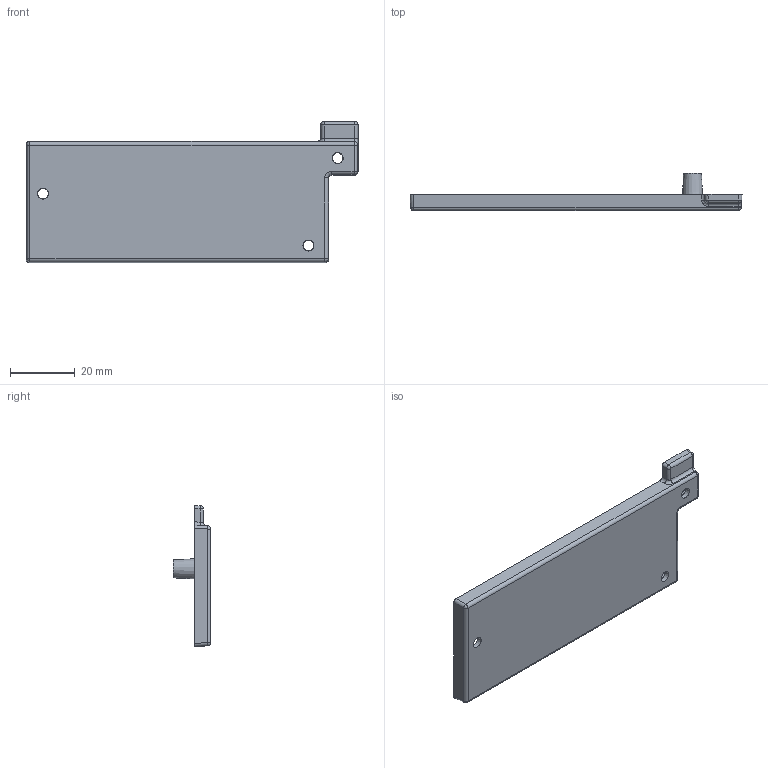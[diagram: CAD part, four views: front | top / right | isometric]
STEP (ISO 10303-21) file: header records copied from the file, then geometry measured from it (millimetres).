
FILE_DESCRIPTION (( 'STEP AP203' ), '1' );
FILE_NAME ('13766-7000-R2_MEZZANINE.STEP', '2014-05-02T19:22:25', ( '' ), ( '' ), 'SwSTEP 2.0', 'SolidWorks 2013', '' );
FILE_SCHEMA (( 'CONFIG_CONTROL_DESIGN' ));
Length unit declared in the file: millimetre
Products named in the file (1): 13766-7000-R2_MEZZANINE
Bounding box: 102.55 x 11.52 x 43.6 mm (x, y, z)
Volume: 7924.2 mm3; surface area: 10279.5 mm2
Topology: 1 solids, 1 shells, 125 faces, 306 edges, 164 vertices
Faces by surface type: cylinder 52, plane 34, sphere 22, bspline 11, cone 4, torus 2
Full cylindrical faces by diameter (mm): 2.4 x1
Entity records: 3654 total; most frequent: CARTESIAN_POINT 964, ORIENTED_EDGE 548, DIRECTION 542, EDGE_CURVE 274, AXIS2_PLACEMENT_3D 207, VERTEX_POINT 159, EDGE_LOOP 139, LINE 128
